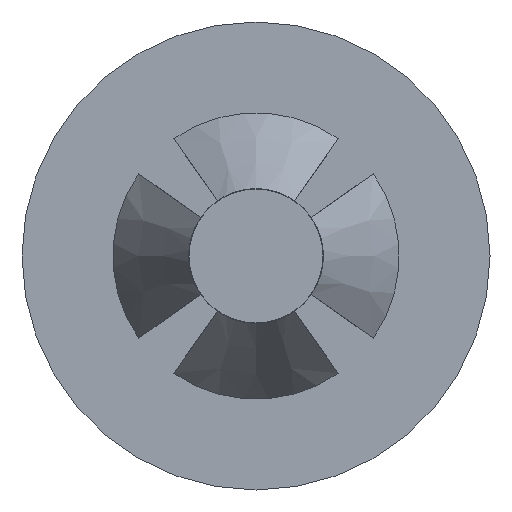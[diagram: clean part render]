
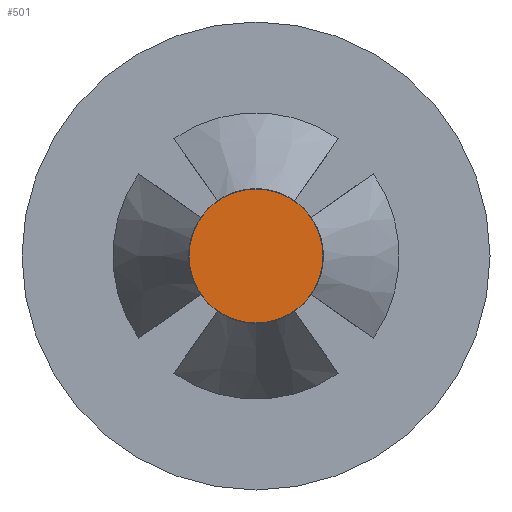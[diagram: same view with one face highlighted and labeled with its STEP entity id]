
A CAD part, front view. The second image highlights one B-rep face of the part: STEP entity #501.
In plain terms, the highlighted planar face has unit normal (0, -1, 0).
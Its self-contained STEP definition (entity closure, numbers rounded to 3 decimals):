
#18 = CARTESIAN_POINT ( 'NONE',  ( 0., -0.5, 0. ) ) ;
#20 = VERTEX_POINT ( 'NONE', #79 ) ;
#78 = EDGE_CURVE ( 'NONE', #549, #20, #503, .T. ) ;
#79 = CARTESIAN_POINT ( 'NONE',  ( 0., -0.5, 1.59 ) ) ;
#188 = DIRECTION ( 'NONE',  ( 0., 0., -1. ) ) ;
#203 = DIRECTION ( 'NONE',  ( 0., -1., 0. ) ) ;
#241 = DIRECTION ( 'NONE',  ( 0., 0., -1. ) ) ;
#316 = DIRECTION ( 'NONE',  ( 0., -1., 0. ) ) ;
#325 = AXIS2_PLACEMENT_3D ( 'NONE', #877, #316, #241 ) ;
#345 = DIRECTION ( 'NONE',  ( 0., 0., -1. ) ) ;
#358 = ORIENTED_EDGE ( 'NONE', *, *, #849, .T. ) ;
#372 = CARTESIAN_POINT ( 'NONE',  ( 0., -0.5, 0. ) ) ;
#501 = ADVANCED_FACE ( 'NONE', ( #693 ), #818, .T. ) ;
#503 = CIRCLE ( 'NONE', #856, 1.59 ) ;
#514 = DIRECTION ( 'NONE',  ( 0., -1., 0. ) ) ;
#549 = VERTEX_POINT ( 'NONE', #718 ) ;
#576 = EDGE_LOOP ( 'NONE', ( #358, #679 ) ) ;
#679 = ORIENTED_EDGE ( 'NONE', *, *, #78, .T. ) ;
#693 = FACE_OUTER_BOUND ( 'NONE', #576, .T. ) ;
#718 = CARTESIAN_POINT ( 'NONE',  ( 0., -0.5, -1.59 ) ) ;
#818 = PLANE ( 'NONE',  #325 ) ;
#849 = EDGE_CURVE ( 'NONE', #20, #549, #905, .T. ) ;
#856 = AXIS2_PLACEMENT_3D ( 'NONE', #372, #514, #188 ) ;
#877 = CARTESIAN_POINT ( 'NONE',  ( 0., -0.5, 0. ) ) ;
#878 = AXIS2_PLACEMENT_3D ( 'NONE', #18, #203, #345 ) ;
#905 = CIRCLE ( 'NONE', #878, 1.59 ) ;
